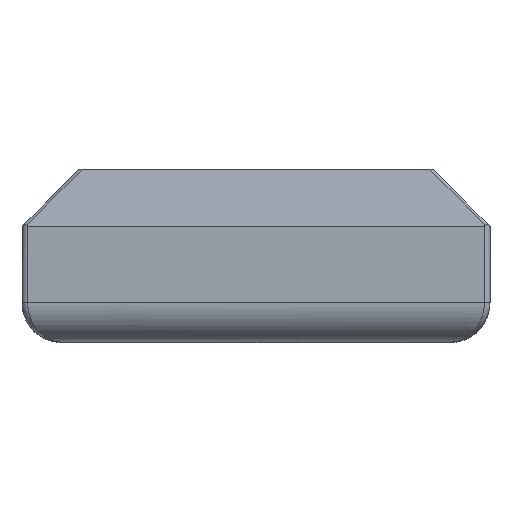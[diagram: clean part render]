
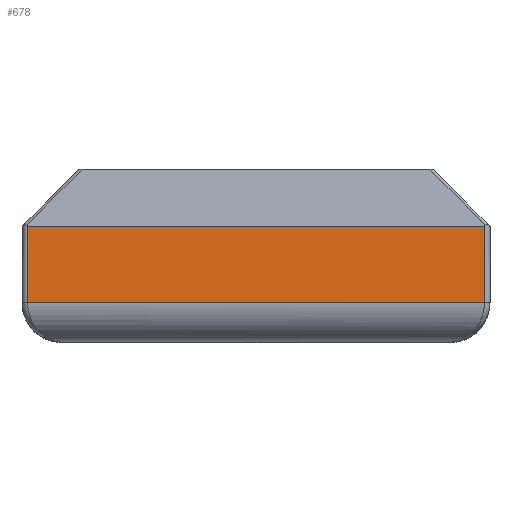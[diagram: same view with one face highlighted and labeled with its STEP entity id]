
A CAD part, top view. The second image highlights one B-rep face of the part: STEP entity #678.
In plain terms, the highlighted planar face has unit normal (0, 0, 1).
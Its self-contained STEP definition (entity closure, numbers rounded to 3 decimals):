
#28=PLANE('',#757);
#69=FACE_OUTER_BOUND('',#111,.T.);
#111=EDGE_LOOP('',(#539,#540,#541,#542));
#165=LINE('',#1010,#235);
#187=LINE('',#1151,#257);
#189=LINE('',#1157,#259);
#190=LINE('',#1159,#260);
#235=VECTOR('',#801,10.);
#257=VECTOR('',#875,10.);
#259=VECTOR('',#883,10.);
#260=VECTOR('',#886,10.);
#306=VERTEX_POINT('',#1002);
#309=VERTEX_POINT('',#1008);
#335=VERTEX_POINT('',#1143);
#338=VERTEX_POINT('',#1150);
#372=EDGE_CURVE('',#309,#306,#165,.T.);
#412=EDGE_CURVE('',#335,#338,#187,.T.);
#416=EDGE_CURVE('',#338,#309,#189,.T.);
#417=EDGE_CURVE('',#306,#335,#190,.T.);
#539=ORIENTED_EDGE('',*,*,#372,.F.);
#540=ORIENTED_EDGE('',*,*,#416,.F.);
#541=ORIENTED_EDGE('',*,*,#412,.F.);
#542=ORIENTED_EDGE('',*,*,#417,.F.);
#678=ADVANCED_FACE('',(#69),#28,.T.);
#757=AXIS2_PLACEMENT_3D('',#1158,#884,#885);
#801=DIRECTION('',(0.,-1.,0.));
#875=DIRECTION('',(0.,1.,0.));
#883=DIRECTION('',(1.,0.,0.));
#884=DIRECTION('center_axis',(0.,0.,
1.));
#885=DIRECTION('ref_axis',(1.,0.,0.));
#886=DIRECTION('',(-1.,0.,0.));
#1002=CARTESIAN_POINT('',(2.087,0.351,3.022));
#1008=CARTESIAN_POINT('',(2.087,1.021,3.022));
#1010=CARTESIAN_POINT('',(2.087,0.001,3.022));
#1143=CARTESIAN_POINT('',(-1.933,0.351,3.022));
#1150=CARTESIAN_POINT('',(-1.933,1.021,3.022));
#1151=CARTESIAN_POINT('',(-1.933,0.001,3.022));
#1157=CARTESIAN_POINT('',(-0.953,1.021,3.022));
#1158=CARTESIAN_POINT('Origin',(-1.983,0.001,3.022));
#1159=CARTESIAN_POINT('',(-0.953,0.351,3.022));
